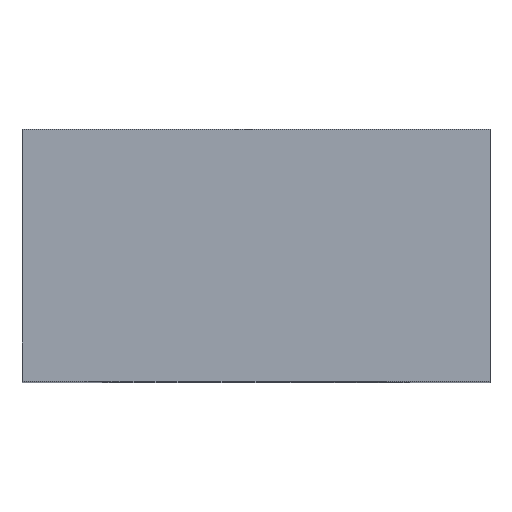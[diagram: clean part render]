
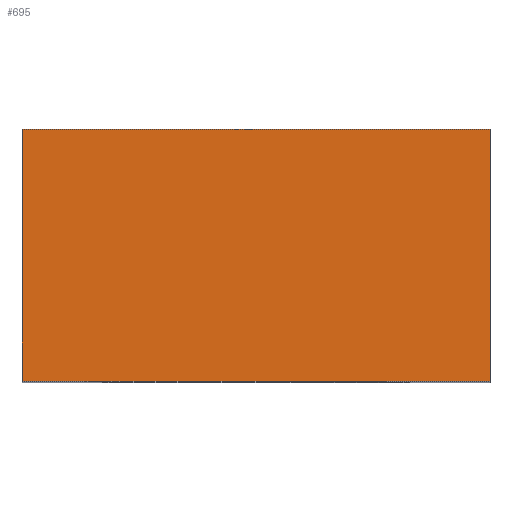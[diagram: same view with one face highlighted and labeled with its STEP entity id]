
A CAD part, top view. The second image highlights one B-rep face of the part: STEP entity #695.
In plain terms, the highlighted planar face has unit normal (0, 0, 1).
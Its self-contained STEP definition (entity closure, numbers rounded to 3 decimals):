
#49=PLANE('',#761);
#83=FACE_OUTER_BOUND('',#125,.T.);
#125=EDGE_LOOP('',(#637,#638,#639,#640));
#192=LINE('',#1093,#276);
#200=LINE('',#1112,#284);
#208=LINE('',#1129,#292);
#209=LINE('',#1130,#293);
#276=VECTOR('',#894,10.);
#284=VECTOR('',#914,10.);
#292=VECTOR('',#932,10.);
#293=VECTOR('',#933,10.);
#361=VERTEX_POINT('',#1090);
#362=VERTEX_POINT('',#1092);
#367=VERTEX_POINT('',#1110);
#371=VERTEX_POINT('',#1128);
#446=EDGE_CURVE('',#361,#362,#192,.T.);
#456=EDGE_CURVE('',#367,#361,#200,.T.);
#464=EDGE_CURVE('',#371,#367,#208,.T.);
#465=EDGE_CURVE('',#362,#371,#209,.T.);
#637=ORIENTED_EDGE('',*,*,#464,.F.);
#638=ORIENTED_EDGE('',*,*,#465,.F.);
#639=ORIENTED_EDGE('',*,*,#446,.F.);
#640=ORIENTED_EDGE('',*,*,#456,.F.);
#695=ADVANCED_FACE('',(#83),#49,.T.);
#761=AXIS2_PLACEMENT_3D('',#1127,#930,#931);
#894=DIRECTION('',(0.,1.,0.));
#914=DIRECTION('',(-1.,0.,0.));
#930=DIRECTION('center_axis',(0.,0.,1.));
#931=DIRECTION('ref_axis',(1.,0.,0.));
#932=DIRECTION('',(0.,-1.,0.));
#933=DIRECTION('',(1.,0.,0.));
#1090=CARTESIAN_POINT('',(-1.75,-6.,28.95));
#1092=CARTESIAN_POINT('',(-1.75,8.,28.95));
#1093=CARTESIAN_POINT('',(-1.75,0.,28.95));
#1110=CARTESIAN_POINT('',(24.25,-6.,28.95));
#1112=CARTESIAN_POINT('',(24.25,-6.,28.95));
#1127=CARTESIAN_POINT('Origin',(-1.75,0.,28.95));
#1128=CARTESIAN_POINT('',(24.25,8.,28.95));
#1129=CARTESIAN_POINT('',(24.25,0.,28.95));
#1130=CARTESIAN_POINT('',(-1.75,8.,28.95));
